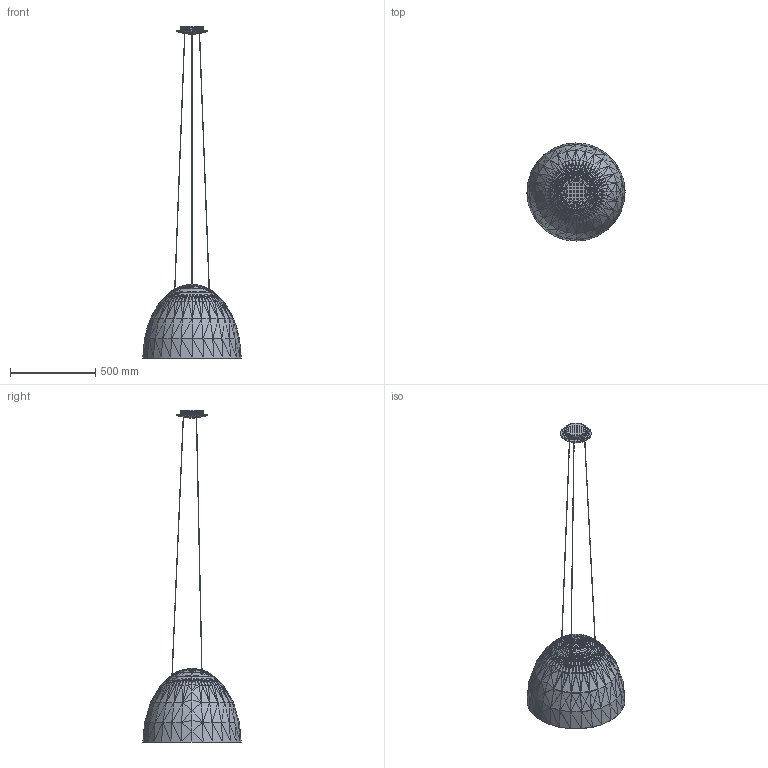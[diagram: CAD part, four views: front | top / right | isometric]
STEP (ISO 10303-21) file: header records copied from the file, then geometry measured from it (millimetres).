
FILE_DESCRIPTION(/* description */ (''),/* implementation_level */ '2;1');
FILE_NAME(/* name */ 'Nur 1618_3D',/* time_stamp */ '2016-02-15T15:25:34+01:00',/* author */ (''),/* organization */ (''),/* preprocessor_version */ 'ST-DEVELOPER v15',/* originating_system */ '',/* authorisation */ '');
FILE_SCHEMA (('AUTOMOTIVE_DESIGN'));
Products named in the file (1): Document
Bounding box: 577 x 576.98 x 1950 mm (x, y, z)
Volume: 1116182 mm3; surface area: 1626086.9 mm2
Topology: 4 solids, 9 shells, 9764 faces, 14668 edges, 4909 vertices
Faces by surface type: bspline 9021, plane 743
Entity records: 175303 total; most frequent: CARTESIAN_POINT 71196, ORIENTED_EDGE 29300, EDGE_CURVE 14664, B_SPLINE_CURVE_WITH_KNOTS 14640, ADVANCED_FACE 9764, FACE_OUTER_BOUND 9764, EDGE_LOOP 9764, B_SPLINE_SURFACE_WITH_KNOTS 9013
